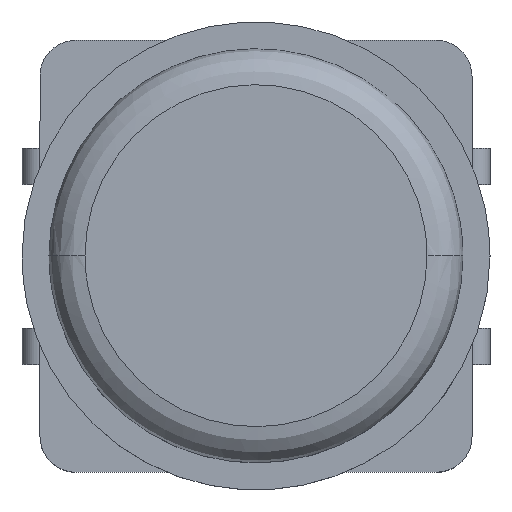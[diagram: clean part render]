
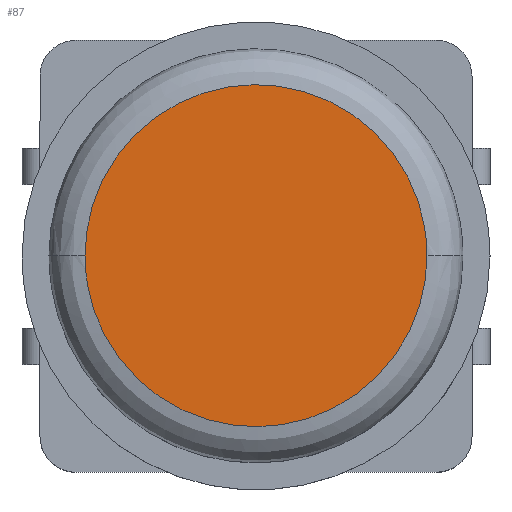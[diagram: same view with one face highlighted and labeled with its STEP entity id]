
A CAD part, top view. The second image highlights one B-rep face of the part: STEP entity #87.
In plain terms, the highlighted planar face has unit normal (0, 0, 1).
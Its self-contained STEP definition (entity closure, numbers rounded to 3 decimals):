
#87=ADVANCED_FACE('',(#133),#638,.T.);
#133=FACE_OUTER_BOUND('',#180,.T.);
#180=EDGE_LOOP('',(#349,#350));
#349=ORIENTED_EDGE('',*,*,#467,.F.);
#350=ORIENTED_EDGE('',*,*,#459,.F.);
#459=EDGE_CURVE('',#619,#624,#553,.T.);
#467=EDGE_CURVE('',#624,#619,#561,.T.);
#553=(
BOUNDED_CURVE()
B_SPLINE_CURVE(2,(#1268,#1269,#1270,#1271,#1272),.UNSPECIFIED.,.F.,.F.)
B_SPLINE_CURVE_WITH_KNOTS((3,2,3),(0.,7.461,14.922),
 .UNSPECIFIED.)
CURVE()
GEOMETRIC_REPRESENTATION_ITEM()
RATIONAL_B_SPLINE_CURVE((1.,0.707,1.,0.707,1.))
REPRESENTATION_ITEM('')
);
#561=(
BOUNDED_CURVE()
B_SPLINE_CURVE(2,(#1300,#1301,#1302,#1303,#1304),.UNSPECIFIED.,.F.,.F.)
B_SPLINE_CURVE_WITH_KNOTS((3,2,3),(14.922,22.383,29.844),
 .UNSPECIFIED.)
CURVE()
GEOMETRIC_REPRESENTATION_ITEM()
RATIONAL_B_SPLINE_CURVE((1.,0.707,1.,0.707,1.))
REPRESENTATION_ITEM('')
);
#619=VERTEX_POINT('',#1245);
#624=VERTEX_POINT('',#1250);
#638=PLANE('',#704);
#704=AXIS2_PLACEMENT_3D('',#1180,#721,$);
#721=DIRECTION('',(0.,0.,1.));
#1180=CARTESIAN_POINT('',(-0.938,9.688,12.45));
#1245=CARTESIAN_POINT('',(11.,2.5,12.45));
#1250=CARTESIAN_POINT('',(1.5,2.5,12.45));
#1268=CARTESIAN_POINT('',(11.,2.5,12.45));
#1269=CARTESIAN_POINT('',(11.,-2.25,12.45));
#1270=CARTESIAN_POINT('',(6.25,-2.25,12.45));
#1271=CARTESIAN_POINT('',(1.5,-2.25,12.45));
#1272=CARTESIAN_POINT('',(1.5,2.5,12.45));
#1300=CARTESIAN_POINT('',(1.5,2.5,12.45));
#1301=CARTESIAN_POINT('',(1.5,7.25,12.45));
#1302=CARTESIAN_POINT('',(6.25,7.25,12.45));
#1303=CARTESIAN_POINT('',(11.,7.25,12.45));
#1304=CARTESIAN_POINT('',(11.,2.5,12.45));
